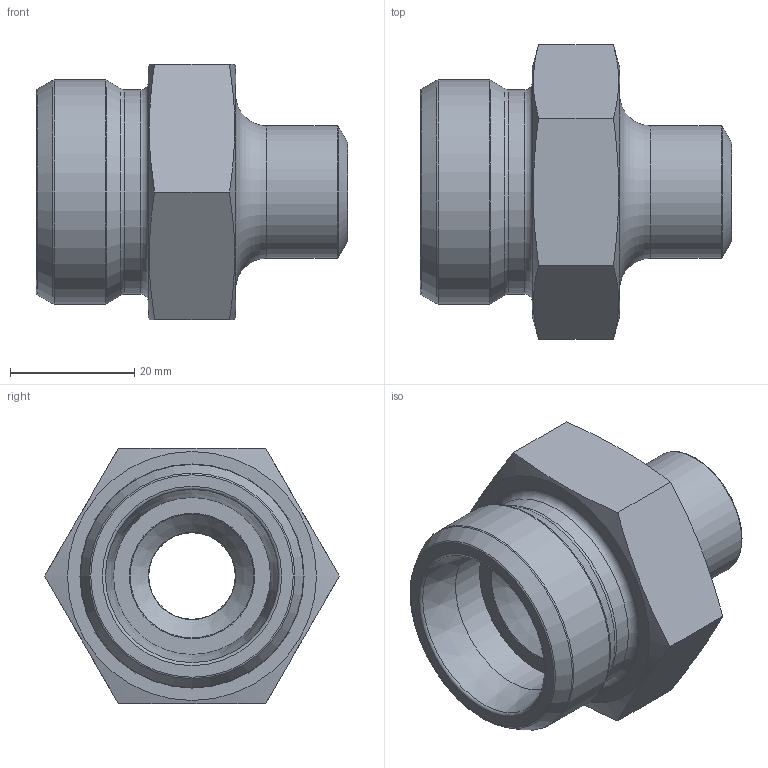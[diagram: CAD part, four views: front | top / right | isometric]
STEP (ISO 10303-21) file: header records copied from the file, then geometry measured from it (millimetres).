
FILE_DESCRIPTION(/* description */ (''),/* implementation_level */ '2;1');
FILE_NAME(/* name */ 'X-GAV25-21337.stp',/* time_stamp */ '2025-01-17T10:56:22+01:00',/* author */ (''),/* organization */ (''),/* preprocessor_version */ 'ST-DEVELOPER v16',/* originating_system */ 'SIEMENS PLM Software NX 10.0',/* authorisation */ '');
FILE_SCHEMA (('CONFIG_CONTROL_DESIGN'));
Length unit declared in the file: millimetre
Products named in the file (1): X-GAV25-21337
Bounding box: 50 x 47.34 x 41 mm (x, y, z)
Volume: 31773.5 mm3; surface area: 9931.1 mm2
Topology: 1 solids, 1 shells, 34 faces, 75 edges, 46 vertices
Faces by surface type: plane 11, torus 10, cone 8, cylinder 5
Full cylindrical faces by diameter (mm): 13.9 x1, 21.3 x1, 25.22 x1, 32.9 x1, 36 x1
Entity records: 868 total; most frequent: CARTESIAN_POINT 171, DIRECTION 130, ORIENTED_EDGE 90, EDGE_LOOP 62, AXIS2_PLACEMENT_3D 62, FACE_BOUND 56, EDGE_CURVE 45, VERTEX_POINT 39
